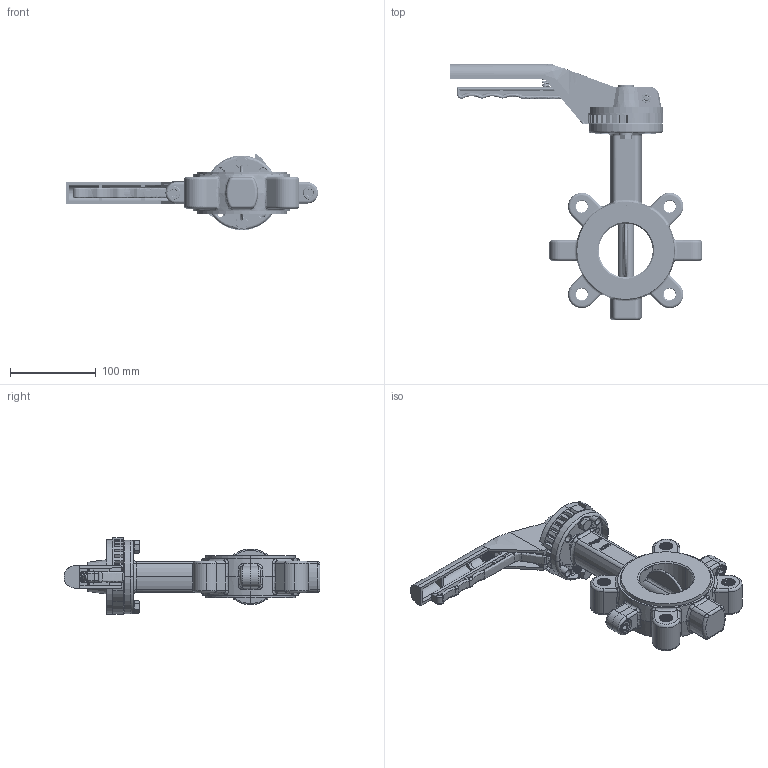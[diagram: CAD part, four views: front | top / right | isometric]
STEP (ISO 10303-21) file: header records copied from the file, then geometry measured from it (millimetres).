
FILE_DESCRIPTION (( 'STEP AP214' ), '1' );
FILE_NAME ('AK131-DN65-PN-10-16-Handhebel-Fergo.STEP', '2022-09-29T10:24:16', ( '' ), ( '' ), 'SwSTEP 2.0', 'SolidWorks 2022', '' );
FILE_SCHEMA (( 'AUTOMOTIVE_DESIGN' ));
Length unit declared in the file: millimetre
Products named in the file (1): AK131-DN65-PN-10-16-Handhebel-Fergo
Bounding box: 294 x 298.5 x 89.03 mm (x, y, z)
Volume: 1000660.9 mm3; surface area: 254559.7 mm2
Topology: 19 solids, 19 shells, 2190 faces, 5818 edges, 3706 vertices
Faces by surface type: cylinder 908, plane 693, bspline 246, cone 177, torus 160, sphere 6
Entity records: 153232 total; most frequent: CARTESIAN_POINT 81349, ORIENTED_EDGE 11612, DIRECTION 9297, EDGE_CURVE 5806, VERTEX_POINT 3704, AXIS2_PLACEMENT_3D 3451, VECTOR 2395, LINE 2395
